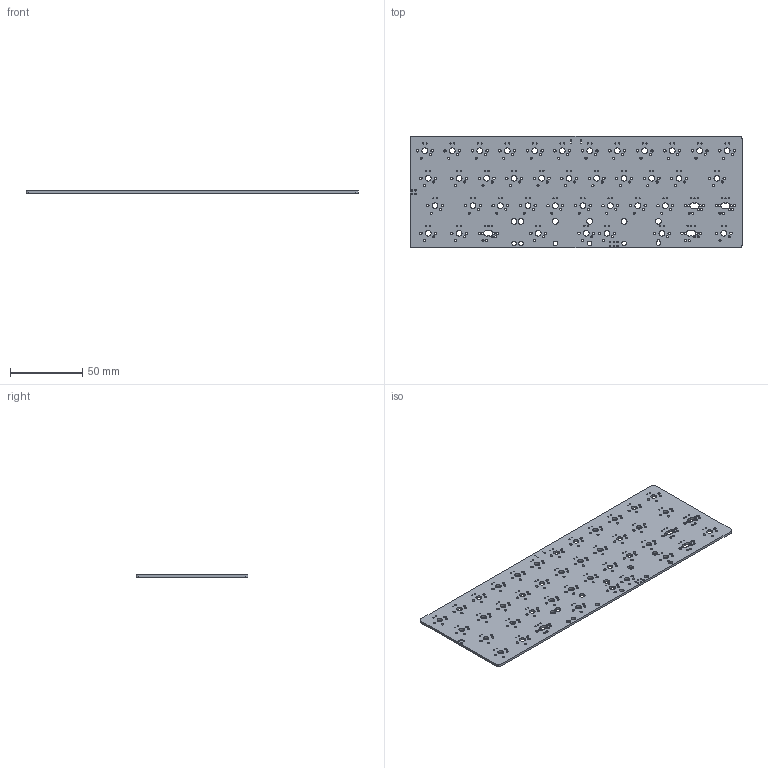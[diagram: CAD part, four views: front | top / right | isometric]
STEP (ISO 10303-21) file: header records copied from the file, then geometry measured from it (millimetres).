
FILE_DESCRIPTION(('KiCad electronic assembly'),'2;1');
FILE_NAME('jalapeno.step','2018-07-08T11:21:32',('An Author'),( 'A Company'),'Open CASCADE STEP processor 6.8', 'KiCad to STEP converter','Unknown');
FILE_SCHEMA(('AUTOMOTIVE_DESIGN_CC2 { 1 2 10303 214 -1 1 5 4 }'));
Length unit declared in the file: millimetre
Products named in the file (2): Open CASCADE STEP translator 6.8 1; COMPOUND
Assembly tree (1 placements, depth 2):
  Open CASCADE STEP translator 6.8 1
    COMPOUND
Bounding box: 230.1 x 77.6 x 1.6 mm (x, y, z)
Volume: 26765.9 mm3; surface area: 37451.4 mm2
Topology: 1 solids, 1 shells, 387 faces, 1155 edges, 770 vertices
Faces by surface type: cylinder 377, plane 10
Full cylindrical faces by diameter (mm): 0.762 x86, 1.016 x10, 1.499 x93, 1.702 x86, 3.048 x5, 3.988 x45
Entity records: 32083 total; most frequent: CARTESIAN_POINT 9216, DIRECTION 4175, ORIENTED_EDGE 2310, PCURVE 2310, DEFINITIONAL_REPRESENTATION 2310, LINE 1889, VECTOR 1889, EDGE_CURVE 1155
